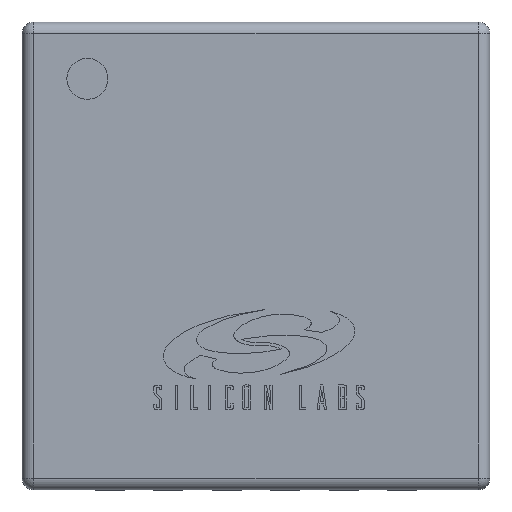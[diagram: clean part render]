
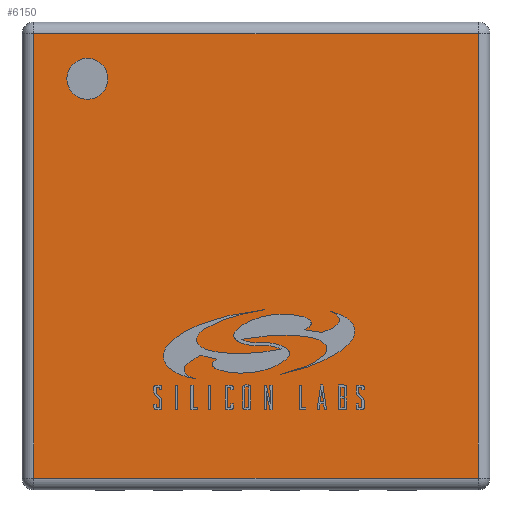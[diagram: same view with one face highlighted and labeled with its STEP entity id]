
A CAD part, top view. The second image highlights one B-rep face of the part: STEP entity #6150.
In plain terms, the highlighted planar face has unit normal (0, 0, 1).
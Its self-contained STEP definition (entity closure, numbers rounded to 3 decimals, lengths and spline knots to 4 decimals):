
#315=PLANE('',#6584);
#609=FACE_OUTER_BOUND('',#989,.T.);
#989=EDGE_LOOP('',(#4363,#4364,#4365,#4366));
#1367=LINE('',#8443,#2068);
#1369=LINE('',#8451,#2070);
#1371=LINE('',#8461,#2072);
#1373=LINE('',#8470,#2074);
#2068=VECTOR('',#6958,3.8);
#2070=VECTOR('',#6966,3.8);
#2072=VECTOR('',#6978,3.8);
#2074=VECTOR('',#6990,3.8);
#2834=VERTEX_POINT('',#8436);
#2837=VERTEX_POINT('',#8441);
#2838=VERTEX_POINT('',#8445);
#2841=VERTEX_POINT('',#8455);
#3429=EDGE_CURVE('',#2837,#2834,#1367,.T.);
#3433=EDGE_CURVE('',#2834,#2838,#1369,.T.);
#3438=EDGE_CURVE('',#2838,#2841,#1371,.T.);
#3443=EDGE_CURVE('',#2841,#2837,#1373,.T.);
#4363=ORIENTED_EDGE('',*,*,#3429,.F.);
#4364=ORIENTED_EDGE('',*,*,#3443,.F.);
#4365=ORIENTED_EDGE('',*,*,#3438,.F.);
#4366=ORIENTED_EDGE('',*,*,#3433,.F.);
#6150=ADVANCED_FACE('',(#609),#315,.T.);
#6584=AXIS2_PLACEMENT_3D('',#8493,#7018,#7019);
#6958=DIRECTION('',(0.,1.,0.));
#6966=DIRECTION('',(1.,0.,0.));
#6978=DIRECTION('',(0.,-1.,0.));
#6990=DIRECTION('',(-1.,0.,0.));
#7018=DIRECTION('center_axis',(0.,0.,1.));
#7019=DIRECTION('ref_axis',(1.,0.,0.));
#8436=CARTESIAN_POINT('',(-1.9,1.9,0.775));
#8441=CARTESIAN_POINT('',(-1.9,-1.9,0.775));
#8443=CARTESIAN_POINT('',(-1.9,1.,0.775));
#8445=CARTESIAN_POINT('',(1.9,1.9,0.775));
#8451=CARTESIAN_POINT('',(1.,1.9,0.775));
#8455=CARTESIAN_POINT('',(1.9,-1.9,0.775));
#8461=CARTESIAN_POINT('',(1.9,-1.,0.775));
#8470=CARTESIAN_POINT('',(-1.,-1.9,0.775));
#8493=CARTESIAN_POINT('Origin',(0.,0.,
0.775));
